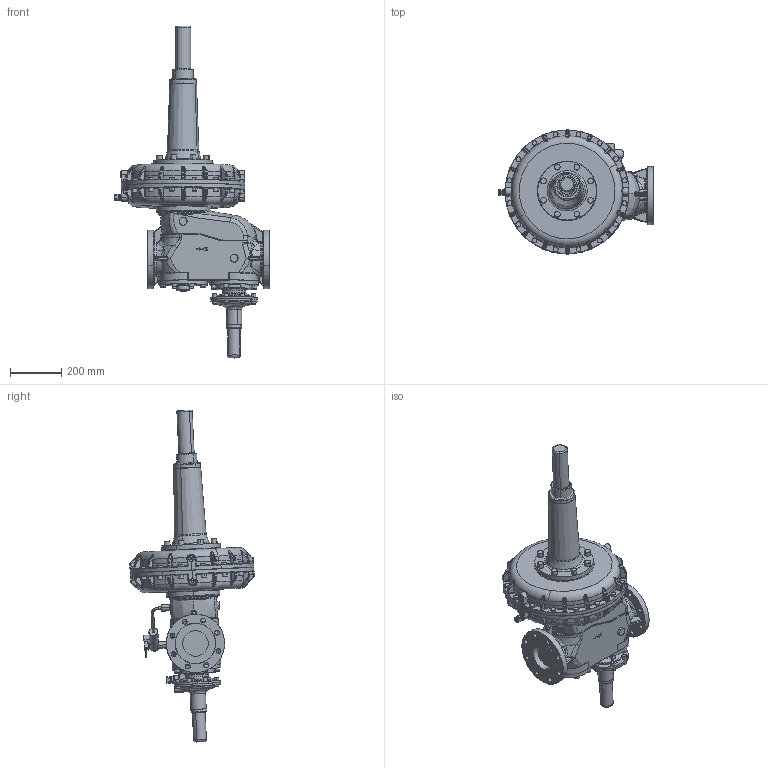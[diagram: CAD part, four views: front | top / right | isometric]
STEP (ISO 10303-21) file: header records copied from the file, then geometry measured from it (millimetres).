
FILE_DESCRIPTION(('CATIA V5 STEP Exchange'),'2;1');
FILE_NAME('RS251 DN100 485 HDS ANSI.stp','2023-04-26T11:40:43+00:00',('none'),('none'),'CATIA Version 5-6 Release 2018 SP2','CATIA V5 STEP AP203','none');
FILE_SCHEMA(('CONFIG_CONTROL_DESIGN'));
Products named in the file (2): Product7; Product1
Assembly tree (4 placements, depth 3):
  Product7
    Product1
      #65
      #171031
    #171904
Bounding box: 610.3 x 487.58 x 1301.45 mm (x, y, z)
Volume: 53095941.7 mm3; surface area: 1686656.8 mm2
Topology: 4 solids, 29 shells, 3502 faces, 8812 edges, 5300 vertices
Faces by surface type: plane 1002, cylinder 953, bspline 778, torus 567, cone 164, sphere 36, revolution 2
Entity records: 173758 total; most frequent: CARTESIAN_POINT 103981, ORIENTED_EDGE 17202, DIRECTION 9128, EDGE_CURVE 8601, VERTEX_POINT 5299, AXIS2_PLACEMENT_3D 4238, EDGE_LOOP 3692, ADVANCED_FACE 3500
